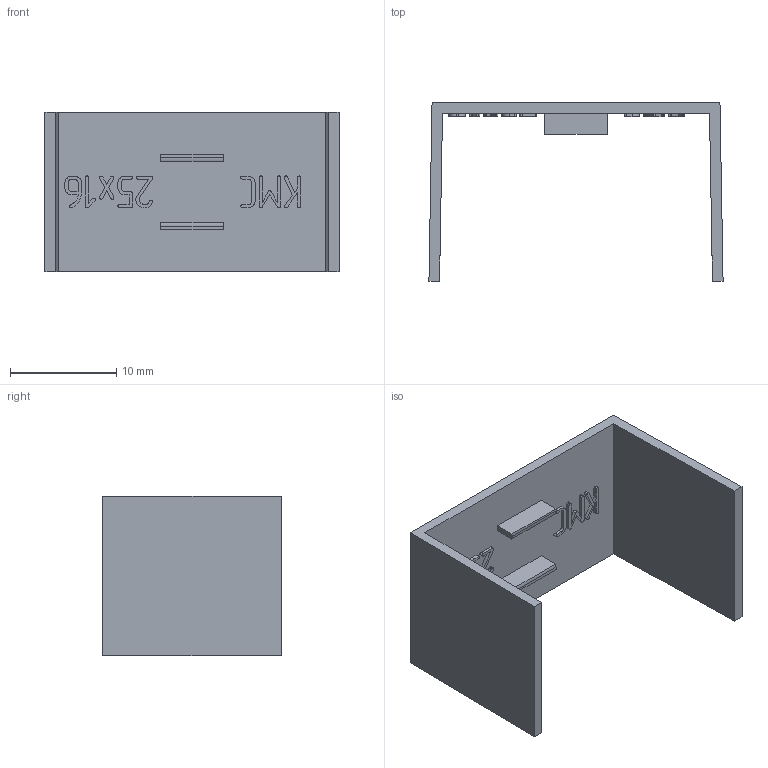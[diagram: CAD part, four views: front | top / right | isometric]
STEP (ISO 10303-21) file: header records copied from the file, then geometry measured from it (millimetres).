
FILE_DESCRIPTION (( 'STEP AP214' ), '1' );
FILE_NAME ('ÊÌÑ 25õ16_èçì.1.STEP', '2016-06-22T13:40:54', ( '' ), ( '' ), 'SwSTEP 2.0', 'SolidWorks 2014', '' );
FILE_SCHEMA (( 'AUTOMOTIVE_DESIGN' ));
Length unit declared in the file: millimetre
Products named in the file (1): ÊÌÑ 25õ16_èçì.1
Bounding box: 27.69 x 16.8 x 15 mm (x, y, z)
Volume: 895 mm3; surface area: 1998.9 mm2
Topology: 1 solids, 1 shells, 235 faces, 651 edges, 434 vertices
Faces by surface type: plane 138, bspline 95, cylinder 2
Entity records: 10001 total; most frequent: CARTESIAN_POINT 4620, ORIENTED_EDGE 1302, DIRECTION 739, EDGE_CURVE 651, LINE 457, VECTOR 457, VERTEX_POINT 434, EDGE_LOOP 251
